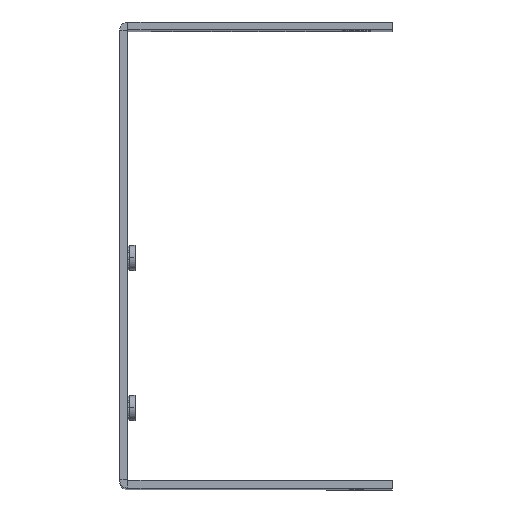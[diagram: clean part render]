
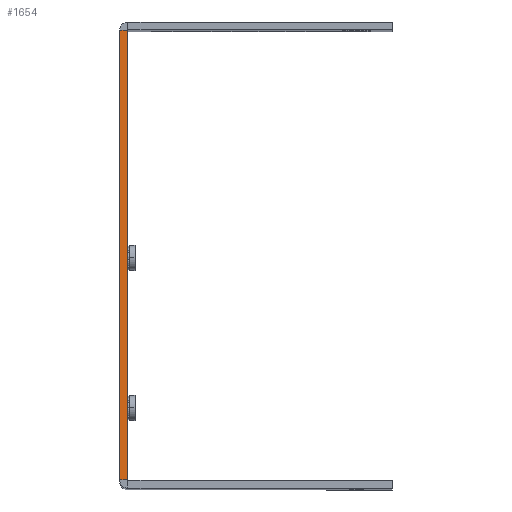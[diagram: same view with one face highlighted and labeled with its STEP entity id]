
A CAD part, top view. The second image highlights one B-rep face of the part: STEP entity #1654.
In plain terms, the highlighted planar face has unit normal (0, 0, 1).
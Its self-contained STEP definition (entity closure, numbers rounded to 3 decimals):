
#78 = ORIENTED_EDGE ( 'NONE', *, *, #1566, .T. ) ;
#80 = ORIENTED_EDGE ( 'NONE', *, *, #1567, .F. ) ;
#115 = ORIENTED_EDGE ( 'NONE', *, *, #1563, .T. ) ;
#220 = EDGE_LOOP ( 'NONE', ( #78, #115, #80, #357 ) ) ;
#357 = ORIENTED_EDGE ( 'NONE', *, *, #1568, .T. ) ;
#1563 = EDGE_CURVE ( 'NONE', #2762, #2758, #3315, .T. ) ;
#1566 = EDGE_CURVE ( 'NONE', #2755, #2762, #3317, .T. ) ;
#1567 = EDGE_CURVE ( 'NONE', #2754, #2758, #3318, .T. ) ;
#1568 = EDGE_CURVE ( 'NONE', #2754, #2755, #3319, .T. ) ;
#1654 = ADVANCED_FACE ( 'NONE', ( #3405 ), #5332, .T. ) ;
#2754 = VERTEX_POINT ( 'NONE', #6659 ) ;
#2755 = VERTEX_POINT ( 'NONE', #6660 ) ;
#2758 = VERTEX_POINT ( 'NONE', #6663 ) ;
#2762 = VERTEX_POINT ( 'NONE', #6667 ) ;
#3315 = LINE ( 'NONE', #5092, #3974 ) ;
#3317 = LINE ( 'NONE', #5099, #3978 ) ;
#3318 = LINE ( 'NONE', #5101, #3981 ) ;
#3319 = LINE ( 'NONE', #5103, #3983 ) ;
#3405 = FACE_OUTER_BOUND ( 'NONE', #220, .T. ) ;
#3974 = VECTOR ( 'NONE', #5093, 1000. ) ;
#3978 = VECTOR ( 'NONE', #5100, 1000. ) ;
#3981 = VECTOR ( 'NONE', #5102, 1000. ) ;
#3983 = VECTOR ( 'NONE', #5104, 1000. ) ;
#4116 = AXIS2_PLACEMENT_3D ( 'NONE', #5333, #5334, #5335 ) ;
#5092 = CARTESIAN_POINT ( 'NONE',  ( -56.9, 34.5, 128.5 ) ) ;
#5093 = DIRECTION ( 'NONE',  ( 0., -1., 0. ) ) ;
#5099 = CARTESIAN_POINT ( 'NONE',  ( -59., 34.5, 128.5 ) ) ;
#5100 = DIRECTION ( 'NONE',  ( -1., 0., 0. ) ) ;
#5101 = CARTESIAN_POINT ( 'NONE',  ( -59., 32.5, 128.5 ) ) ;
#5102 = DIRECTION ( 'NONE',  ( -1., 0., 0. ) ) ;
#5103 = CARTESIAN_POINT ( 'NONE',  ( 56.9, 32.5, 128.5 ) ) ;
#5104 = DIRECTION ( 'NONE',  ( 0., 1., 0. ) ) ;
#5332 = PLANE ( 'NONE',  #4116 ) ;
#5333 = CARTESIAN_POINT ( 'NONE',  ( -57., 32.4, 128.5 ) ) ;
#5334 = DIRECTION ( 'NONE',  ( 0., 0., 1. ) ) ;
#5335 = DIRECTION ( 'NONE',  ( 1., 0., 0. ) ) ;
#6659 = CARTESIAN_POINT ( 'NONE',  ( 56.9, 32.5, 128.5 ) ) ;
#6660 = CARTESIAN_POINT ( 'NONE',  ( 56.9, 34.5, 128.5 ) ) ;
#6663 = CARTESIAN_POINT ( 'NONE',  ( -56.9, 32.5, 128.5 ) ) ;
#6667 = CARTESIAN_POINT ( 'NONE',  ( -56.9, 34.5, 128.5 ) ) ;
